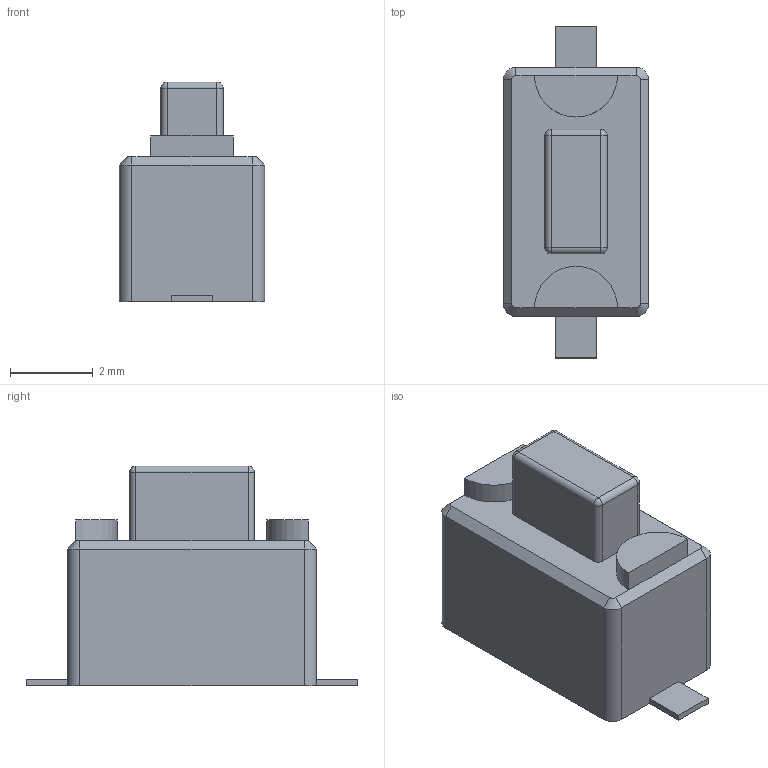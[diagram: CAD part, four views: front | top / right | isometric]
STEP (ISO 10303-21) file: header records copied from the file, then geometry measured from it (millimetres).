
FILE_DESCRIPTION(('HOOPS Exchange Step'),'2;1');
FILE_NAME('temp_export','2024-05-09T12:25:06+02:00',('adriankiechl'),('Shapr3D Limited'),'HOOPS Exchange 2024.2','Shapr3D','Authorized');
FILE_SCHEMA( ('AUTOMOTIVE_DESIGN { 1 0 10303 214 1 1 1 1 }') );
Length unit declared in the file: millimetre
Products named in the file (1): root
Bounding box: 3.5 x 8 x 5.3 mm (x, y, z)
Volume: 82.8 mm3; surface area: 129.8 mm2
Topology: 3 solids, 3 shells, 53 faces, 118 edges, 68 vertices
Faces by surface type: plane 31, cylinder 14, cone 4, sphere 4
Entity records: 1020 total; most frequent: ORIENTED_EDGE 228, CARTESIAN_POINT 121, EDGE_CURVE 114, LINE 82, AXIS2_PLACEMENT_3D 77, VERTEX_POINT 68, EDGE_LOOP 54, FACE_BOUND 54
